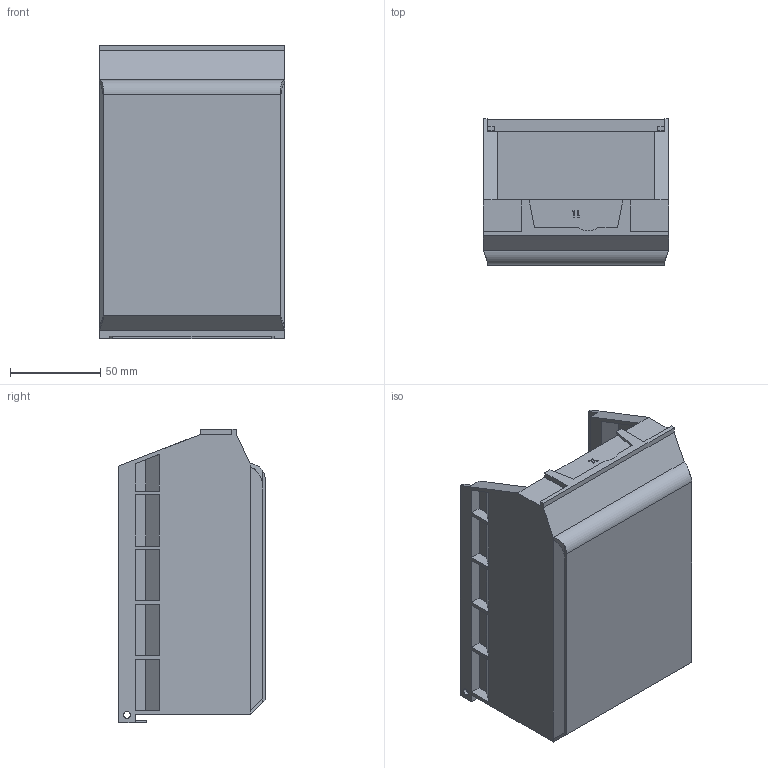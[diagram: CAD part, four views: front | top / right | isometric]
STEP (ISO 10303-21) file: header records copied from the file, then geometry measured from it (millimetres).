
FILE_DESCRIPTION(('STEP AP203'),'1');
FILE_NAME('ERGO00H1020.stp','2024-03-26T15:35:01',(' '),(' '),'Spatial InterOp 3D',' ',' ');
FILE_SCHEMA(('CONFIG_CONTROL_DESIGN'));
Length unit declared in the file: millimetre
Products named in the file (1): Bac à bec 1 litre, rouge
Bounding box: 102.5 x 81 x 162.75 mm (x, y, z)
Volume: 116646.8 mm3; surface area: 108062.2 mm2
Topology: 1 solids, 1 shells, 220 faces, 546 edges, 332 vertices
Faces by surface type: plane 145, cylinder 51, revolution 24
Full cylindrical faces by diameter (mm): 3.8 x2
Entity records: 6576 total; most frequent: CARTESIAN_POINT 1281, ORIENTED_EDGE 1072, DIRECTION 1034, EDGE_CURVE 536, LINE 424, VECTOR 424, VERTEX_POINT 332, AXIS2_PLACEMENT_3D 293
